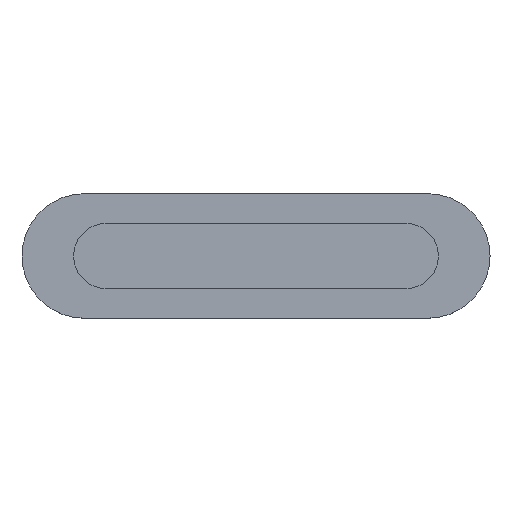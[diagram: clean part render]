
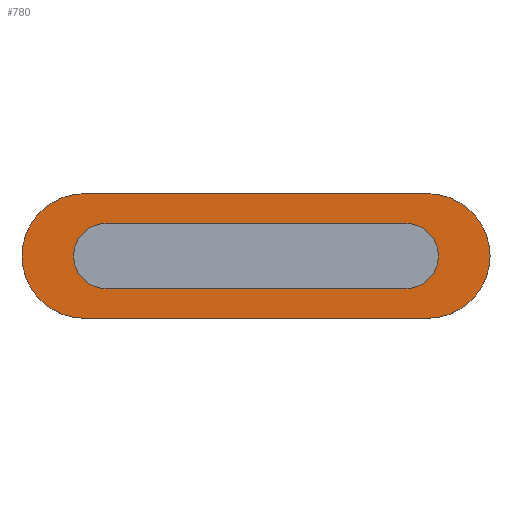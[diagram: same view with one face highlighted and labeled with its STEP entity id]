
A CAD part, top view. The second image highlights one B-rep face of the part: STEP entity #780.
In plain terms, the highlighted planar face has unit normal (0, 0, 1).
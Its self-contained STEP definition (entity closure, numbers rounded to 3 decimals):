
#10=CARTESIAN_POINT('',(0.,0.,0.));
#20=DIRECTION('',(0.,0.,1.));
#30=DIRECTION('',(1.,0.,0.));
#40=AXIS2_PLACEMENT_3D('',#10,#20,#30);
#50=PLANE('',#40);
#60=CARTESIAN_POINT('',(9.,31.25,0.));
#70=DIRECTION('',(1.,0.,0.));
#80=VECTOR('',#70,1.);
#90=LINE('',#60,#80);
#100=CARTESIAN_POINT('',(9.5,31.25,0.));
#110=VERTEX_POINT('',#100);
#120=CARTESIAN_POINT('',(110.5,31.25,0.));
#130=VERTEX_POINT('',#120);
#140=EDGE_CURVE('',#110,#130,#90,.T.);
#150=ORIENTED_EDGE('',*,*,#140,.T.);
#160=CARTESIAN_POINT('',(9.5,20.25,0.));
#170=DIRECTION('',(0.,0.,1.));
#180=DIRECTION('',(1.,0.,0.));
#190=AXIS2_PLACEMENT_3D('',#160,#170,#180);
#200=CIRCLE('',#190,11.);
#210=CARTESIAN_POINT('',(9.5,9.25,0.));
#220=VERTEX_POINT('',#210);
#230=EDGE_CURVE('',#110,#220,#200,.T.);
#240=ORIENTED_EDGE('',*,*,#230,.F.);
#250=CARTESIAN_POINT('',(9.,9.25,0.));
#260=DIRECTION('',(1.,0.,0.));
#270=VECTOR('',#260,1.);
#280=LINE('',#250,#270);
#290=CARTESIAN_POINT('',(110.5,9.25,0.));
#300=VERTEX_POINT('',#290);
#310=EDGE_CURVE('',#220,#300,#280,.T.);
#320=ORIENTED_EDGE('',*,*,#310,.F.);
#330=CARTESIAN_POINT('',(110.5,20.25,0.));
#340=DIRECTION('',(0.,0.,1.));
#350=DIRECTION('',(1.,0.,0.));
#360=AXIS2_PLACEMENT_3D('',#330,#340,#350);
#370=CIRCLE('',#360,11.);
#380=EDGE_CURVE('',#300,#130,#370,.T.);
#390=ORIENTED_EDGE('',*,*,#380,.F.);
#400=EDGE_LOOP('',(#390,#320,#240,#150));
#410=FACE_BOUND('',#400,.T.);
#420=CARTESIAN_POINT('',(9.,41.25,0.));
#430=DIRECTION('',(1.,0.,0.));
#440=VECTOR('',#430,1.);
#450=LINE('',#420,#440);
#460=CARTESIAN_POINT('',(2.1,41.25,0.));
#470=VERTEX_POINT('',#460);
#480=CARTESIAN_POINT('',(117.9,41.25,0.));
#490=VERTEX_POINT('',#480);
#500=EDGE_CURVE('',#470,#490,#450,.T.);
#510=ORIENTED_EDGE('',*,*,#500,.F.);
#520=CARTESIAN_POINT('',(117.9,20.25,0.));
#530=DIRECTION('',(0.,0.,1.));
#540=DIRECTION('',(1.,0.,0.));
#550=AXIS2_PLACEMENT_3D('',#520,#530,#540);
#560=CIRCLE('',#550,21.);
#570=CARTESIAN_POINT('',(117.9,-0.75,0.));
#580=VERTEX_POINT('',#570);
#590=EDGE_CURVE('',#580,#490,#560,.T.);
#600=ORIENTED_EDGE('',*,*,#590,.T.);
#610=CARTESIAN_POINT('',(9.,-0.75,0.));
#620=DIRECTION('',(1.,0.,0.));
#630=VECTOR('',#620,1.);
#640=LINE('',#610,#630);
#650=CARTESIAN_POINT('',(2.1,-0.75,0.));
#660=VERTEX_POINT('',#650);
#670=EDGE_CURVE('',#660,#580,#640,.T.);
#680=ORIENTED_EDGE('',*,*,#670,.T.);
#690=CARTESIAN_POINT('',(2.1,20.25,0.));
#700=DIRECTION('',(0.,0.,1.));
#710=DIRECTION('',(1.,0.,0.));
#720=AXIS2_PLACEMENT_3D('',#690,#700,#710);
#730=CIRCLE('',#720,21.);
#740=EDGE_CURVE('',#470,#660,#730,.T.);
#750=ORIENTED_EDGE('',*,*,#740,.T.);
#760=EDGE_LOOP('',(#750,#680,#600,#510));
#770=FACE_OUTER_BOUND('',#760,.T.);
#780=ADVANCED_FACE('',(#410,#770),#50,.T.);
